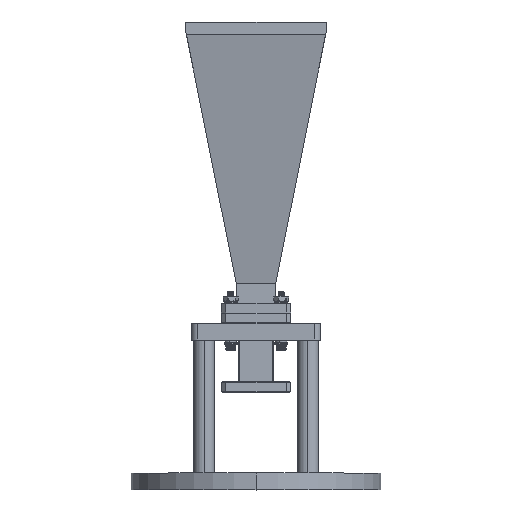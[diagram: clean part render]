
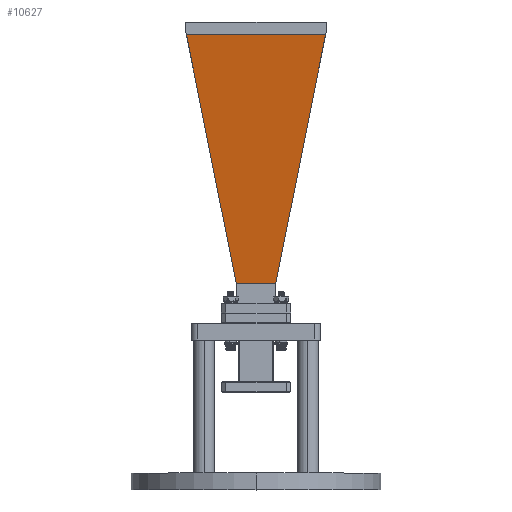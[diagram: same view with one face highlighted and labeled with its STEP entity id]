
A CAD part, top view. The second image highlights one B-rep face of the part: STEP entity #10627.
In plain terms, the highlighted face is planar.
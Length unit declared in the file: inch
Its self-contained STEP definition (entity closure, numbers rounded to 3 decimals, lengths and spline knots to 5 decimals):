
#186 = CARTESIAN_POINT ( 'NONE',  ( -1.00512, 0., 6.66979 ) ) ;
#1985 = ORIENTED_EDGE ( 'NONE', *, *, #8981, .T. ) ;
#2849 = CARTESIAN_POINT ( 'NONE',  ( -0.24561, 0., 1.95904 ) ) ;
#3719 = VECTOR ( 'NONE', #31175, 39.37008 ) ;
#4790 = DIRECTION ( 'NONE',  ( 0.156, -0.194, -0.968 ) ) ;
#5469 = DIRECTION ( 'NONE',  ( 0., 1., 0. ) ) ;
#7338 = ORIENTED_EDGE ( 'NONE', *, *, #28717, .T. ) ;
#7577 = CARTESIAN_POINT ( 'NONE',  ( -1.00512, 1.31806, 6.66979 ) ) ;
#7685 = CARTESIAN_POINT ( 'NONE',  ( -1.00512, 1.31806, 6.66979 ) ) ;
#8981 = EDGE_CURVE ( 'NONE', #19305, #29619, #10403, .T. ) ;
#9205 = LINE ( 'NONE', #2849, #3719 ) ;
#10403 = LINE ( 'NONE', #7685, #33123 ) ;
#10627 = ADVANCED_FACE ( 'NONE', ( #30472 ), #13570, .T. ) ;
#12031 = CARTESIAN_POINT ( 'NONE',  ( -0.24561, -0.37349, 1.95904 ) ) ;
#13570 = PLANE ( 'NONE',  #20883 ) ;
#14090 = EDGE_CURVE ( 'NONE', #17288, #19305, #14135, .T. ) ;
#14096 = DIRECTION ( 'NONE',  ( -0.987, 0., -0.159 ) ) ;
#14135 = LINE ( 'NONE', #186, #15431 ) ;
#15431 = VECTOR ( 'NONE', #5469, 39.37008 ) ;
#16041 = VERTEX_POINT ( 'NONE', #12031 ) ;
#16456 = CARTESIAN_POINT ( 'NONE',  ( -0.64278, 0., 4.42244 ) ) ;
#17288 = VERTEX_POINT ( 'NONE', #26491 ) ;
#17737 = ORIENTED_EDGE ( 'NONE', *, *, #17842, .T. ) ;
#17842 = EDGE_CURVE ( 'NONE', #16041, #17288, #30266, .T. ) ;
#19305 = VERTEX_POINT ( 'NONE', #7577 ) ;
#19354 = DIRECTION ( 'NONE',  ( -0.156, -0.194, 0.968 ) ) ;
#20883 = AXIS2_PLACEMENT_3D ( 'NONE', #16456, #14096, #21735 ) ;
#21735 = DIRECTION ( 'NONE',  ( -0.159, 0., 0.987 ) ) ;
#25348 = CARTESIAN_POINT ( 'NONE',  ( -0.24561, 0.37349, 1.95904 ) ) ;
#25826 = EDGE_LOOP ( 'NONE', ( #7338, #17737, #28385, #1985 ) ) ;
#26491 = CARTESIAN_POINT ( 'NONE',  ( -1.00512, -1.31806, 6.66979 ) ) ;
#27645 = VECTOR ( 'NONE', #19354, 39.37008 ) ;
#28385 = ORIENTED_EDGE ( 'NONE', *, *, #14090, .T. ) ;
#28717 = EDGE_CURVE ( 'NONE', #29619, #16041, #9205, .T. ) ;
#29619 = VERTEX_POINT ( 'NONE', #25348 ) ;
#30266 = LINE ( 'NONE', #32988, #27645 ) ;
#30472 = FACE_OUTER_BOUND ( 'NONE', #25826, .T. ) ;
#31175 = DIRECTION ( 'NONE',  ( 0., -1., 0. ) ) ;
#32988 = CARTESIAN_POINT ( 'NONE',  ( -0.24561, -0.37349, 1.95904 ) ) ;
#33123 = VECTOR ( 'NONE', #4790, 39.37008 ) ;
